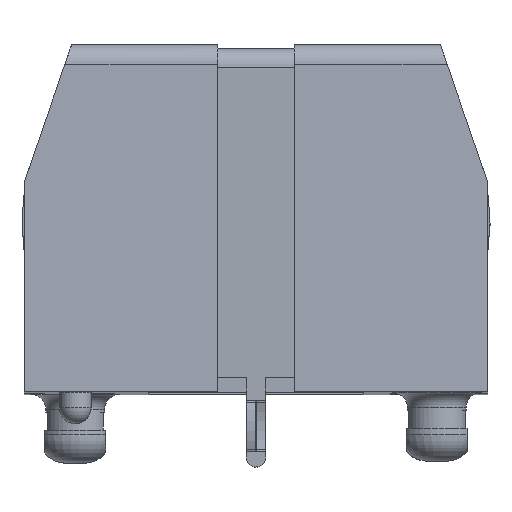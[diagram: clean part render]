
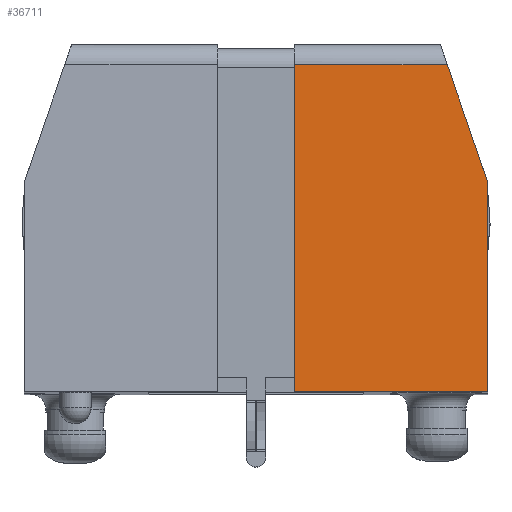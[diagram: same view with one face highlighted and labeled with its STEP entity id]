
A CAD part, top view. The second image highlights one B-rep face of the part: STEP entity #36711.
In plain terms, the highlighted planar face has unit normal (0, 0.018, 1).
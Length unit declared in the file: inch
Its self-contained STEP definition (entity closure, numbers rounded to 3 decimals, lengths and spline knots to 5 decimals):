
#465 = VECTOR ( 'NONE', #34789, 39.37008 ) ;
#643 = CARTESIAN_POINT ( 'NONE',  ( 0.7829, -0.39958, 1.51108 ) ) ;
#746 = CARTESIAN_POINT ( 'NONE',  ( 0.4039, 0.24112, 1.4999 ) ) ;
#1634 = VECTOR ( 'NONE', #2478, 39.37008 ) ;
#2478 = DIRECTION ( 'NONE',  ( -1., 0., 0. ) ) ;
#2916 = LINE ( 'NONE', #17322, #27828 ) ;
#6463 = VECTOR ( 'NONE', #25841, 39.37008 ) ;
#13545 = FACE_OUTER_BOUND ( 'NONE', #21711, .T. ) ;
#14616 = EDGE_CURVE ( 'NONE', #36514, #19990, #26919, .T. ) ;
#15876 = DIRECTION ( 'NONE',  ( 0., -1., 0.017 ) ) ;
#16335 = VERTEX_POINT ( 'NONE', #32311 ) ;
#16530 = ORIENTED_EDGE ( 'NONE', *, *, #40702, .F. ) ;
#16697 = CARTESIAN_POINT ( 'NONE',  ( -0.1251, -0.39958, 1.51108 ) ) ;
#17322 = CARTESIAN_POINT ( 'NONE',  ( 0.81289, -0.0767, 1.50544 ) ) ;
#19959 = DIRECTION ( 'NONE',  ( 0., -1., 0.017 ) ) ;
#19990 = VERTEX_POINT ( 'NONE', #643 ) ;
#21001 = CARTESIAN_POINT ( 'NONE',  ( 0.4039, -0.39958, 1.51108 ) ) ;
#21488 = VERTEX_POINT ( 'NONE', #21001 ) ;
#21711 = EDGE_LOOP ( 'NONE', ( #27162, #35744, #16530, #33946, #23299 ) ) ;
#22699 = AXIS2_PLACEMENT_3D ( 'NONE', #16697, #39564, #19959 ) ;
#22727 = LINE ( 'NONE', #42130, #6463 ) ;
#23125 = PLANE ( 'NONE',  #22699 ) ;
#23299 = ORIENTED_EDGE ( 'NONE', *, *, #14616, .F. ) ;
#25841 = DIRECTION ( 'NONE',  ( 1., 0., 0. ) ) ;
#26609 = LINE ( 'NONE', #41681, #1634 ) ;
#26919 = LINE ( 'NONE', #28851, #34582 ) ;
#27162 = ORIENTED_EDGE ( 'NONE', *, *, #34279, .F. ) ;
#27828 = VECTOR ( 'NONE', #30623, 39.37008 ) ;
#28395 = CARTESIAN_POINT ( 'NONE',  ( 0.7829, 0.01042, 1.50392 ) ) ;
#28851 = CARTESIAN_POINT ( 'NONE',  ( 0.7829, -0.39958, 1.51108 ) ) ;
#30623 = DIRECTION ( 'NONE',  ( 0.326, -0.945, 0.017 ) ) ;
#32311 = CARTESIAN_POINT ( 'NONE',  ( 0.70346, 0.24112, 1.4999 ) ) ;
#32937 = EDGE_CURVE ( 'NONE', #16335, #35662, #26609, .T. ) ;
#33946 = ORIENTED_EDGE ( 'NONE', *, *, #36614, .T. ) ;
#34279 = EDGE_CURVE ( 'NONE', #16335, #36514, #2916, .T. ) ;
#34582 = VECTOR ( 'NONE', #15876, 39.37008 ) ;
#34789 = DIRECTION ( 'NONE',  ( 0., 1., -0.017 ) ) ;
#35112 = LINE ( 'NONE', #41662, #465 ) ;
#35662 = VERTEX_POINT ( 'NONE', #746 ) ;
#35744 = ORIENTED_EDGE ( 'NONE', *, *, #32937, .T. ) ;
#36514 = VERTEX_POINT ( 'NONE', #28395 ) ;
#36614 = EDGE_CURVE ( 'NONE', #21488, #19990, #22727, .T. ) ;
#36711 = ADVANCED_FACE ( 'NONE', ( #13545 ), #23125, .T. ) ;
#39564 = DIRECTION ( 'NONE',  ( 0., 0.017, 1. ) ) ;
#40702 = EDGE_CURVE ( 'NONE', #21488, #35662, #35112, .T. ) ;
#41662 = CARTESIAN_POINT ( 'NONE',  ( 0.4039, -0.39958, 1.51108 ) ) ;
#41681 = CARTESIAN_POINT ( 'NONE',  ( 0.4039, 0.24112, 1.4999 ) ) ;
#42130 = CARTESIAN_POINT ( 'NONE',  ( -0.1251, -0.39958, 1.51108 ) ) ;
